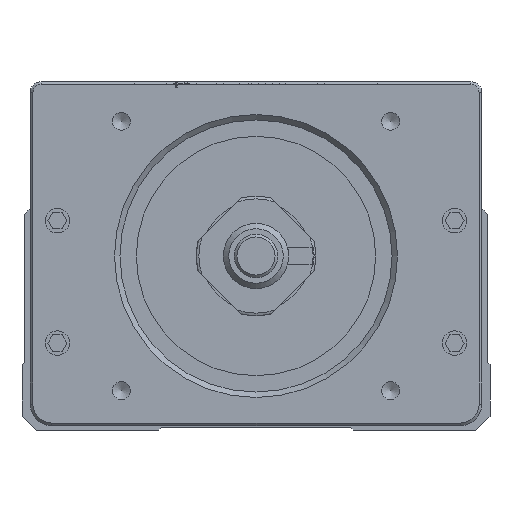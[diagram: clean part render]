
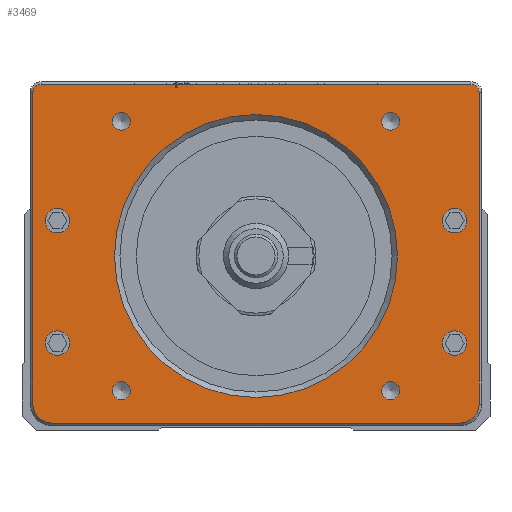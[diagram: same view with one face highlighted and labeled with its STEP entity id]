
A CAD part, front view. The second image highlights one B-rep face of the part: STEP entity #3469.
In plain terms, the highlighted planar face has unit normal (0, -1, 0).
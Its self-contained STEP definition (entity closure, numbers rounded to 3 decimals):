
#1337=FACE_BOUND('',#7264,.T.);
#1338=FACE_BOUND('',#7265,.T.);
#1339=FACE_BOUND('',#7266,.T.);
#1340=FACE_BOUND('',#7267,.T.);
#1341=FACE_BOUND('',#7268,.T.);
#1342=FACE_BOUND('',#7269,.T.);
#1343=FACE_BOUND('',#7270,.T.);
#1344=FACE_BOUND('',#7271,.T.);
#1345=FACE_BOUND('',#7272,.T.);
#1346=FACE_BOUND('',#7273,.T.);
#2305=CIRCLE('',#27934,26.);
#2306=CIRCLE('',#27935,1.65);
#2307=CIRCLE('',#27936,1.65);
#2308=CIRCLE('',#27937,1.65);
#2309=CIRCLE('',#27938,1.65);
#2310=CIRCLE('',#27939,1.5);
#2311=CIRCLE('',#27940,1.5);
#2312=CIRCLE('',#27941,3.5);
#2313=CIRCLE('',#27942,3.5);
#2314=CIRCLE('',#27943,2.25);
#2315=CIRCLE('',#27944,2.25);
#2316=CIRCLE('',#27945,2.25);
#2317=CIRCLE('',#27946,2.25);
#3469=ADVANCED_FACE('',(#1337,#1338,#1339,#1340,#1341,#1342,#1343,#1344,
#1345,#1346),#4669,.F.);
#4669=PLANE('',#27947);
#7264=EDGE_LOOP('',(#12778));
#7265=EDGE_LOOP('',(#12779));
#7266=EDGE_LOOP('',(#12780));
#7267=EDGE_LOOP('',(#12781));
#7268=EDGE_LOOP('',(#12782));
#7269=EDGE_LOOP('',(#12783,#12784,#12785,#12786,#12787,#12788,#12789,#12790));
#7270=EDGE_LOOP('',(#12791));
#7271=EDGE_LOOP('',(#12792));
#7272=EDGE_LOOP('',(#12793));
#7273=EDGE_LOOP('',(#12794));
#12778=ORIENTED_EDGE('',*,*,#20352,.T.);
#12779=ORIENTED_EDGE('',*,*,#20353,.T.);
#12780=ORIENTED_EDGE('',*,*,#20354,.T.);
#12781=ORIENTED_EDGE('',*,*,#20355,.T.);
#12782=ORIENTED_EDGE('',*,*,#20356,.T.);
#12783=ORIENTED_EDGE('',*,*,#20357,.T.);
#12784=ORIENTED_EDGE('',*,*,#20358,.T.);
#12785=ORIENTED_EDGE('',*,*,#20359,.T.);
#12786=ORIENTED_EDGE('',*,*,#20360,.T.);
#12787=ORIENTED_EDGE('',*,*,#20361,.T.);
#12788=ORIENTED_EDGE('',*,*,#20362,.T.);
#12789=ORIENTED_EDGE('',*,*,#20363,.T.);
#12790=ORIENTED_EDGE('',*,*,#20364,.T.);
#12791=ORIENTED_EDGE('',*,*,#20365,.T.);
#12792=ORIENTED_EDGE('',*,*,#20366,.T.);
#12793=ORIENTED_EDGE('',*,*,#20367,.T.);
#12794=ORIENTED_EDGE('',*,*,#20368,.T.);
#17114=VERTEX_POINT('',#42885);
#17115=VERTEX_POINT('',#42887);
#17116=VERTEX_POINT('',#42889);
#17117=VERTEX_POINT('',#42891);
#17118=VERTEX_POINT('',#42893);
#17119=VERTEX_POINT('',#42895);
#17120=VERTEX_POINT('',#42896);
#17121=VERTEX_POINT('',#42898);
#17122=VERTEX_POINT('',#42900);
#17123=VERTEX_POINT('',#42902);
#17124=VERTEX_POINT('',#42904);
#17125=VERTEX_POINT('',#42906);
#17126=VERTEX_POINT('',#42908);
#17127=VERTEX_POINT('',#42911);
#17128=VERTEX_POINT('',#42913);
#17129=VERTEX_POINT('',#42915);
#17130=VERTEX_POINT('',#42917);
#20352=EDGE_CURVE('',#17114,#17114,#2305,.T.);
#20353=EDGE_CURVE('',#17115,#17115,#2306,.T.);
#20354=EDGE_CURVE('',#17116,#17116,#2307,.T.);
#20355=EDGE_CURVE('',#17117,#17117,#2308,.T.);
#20356=EDGE_CURVE('',#17118,#17118,#2309,.T.);
#20357=EDGE_CURVE('',#17119,#17120,#23244,.T.);
#20358=EDGE_CURVE('',#17120,#17121,#2310,.T.);
#20359=EDGE_CURVE('',#17121,#17122,#23245,.T.);
#20360=EDGE_CURVE('',#17122,#17123,#2311,.T.);
#20361=EDGE_CURVE('',#17123,#17124,#23246,.T.);
#20362=EDGE_CURVE('',#17124,#17125,#2312,.T.);
#20363=EDGE_CURVE('',#17125,#17126,#23247,.T.);
#20364=EDGE_CURVE('',#17126,#17119,#2313,.T.);
#20365=EDGE_CURVE('',#17127,#17127,#2314,.T.);
#20366=EDGE_CURVE('',#17128,#17128,#2315,.T.);
#20367=EDGE_CURVE('',#17129,#17129,#2316,.T.);
#20368=EDGE_CURVE('',#17130,#17130,#2317,.T.);
#23244=LINE('',#42894,#25775);
#23245=LINE('',#42899,#25776);
#23246=LINE('',#42903,#25777);
#23247=LINE('',#42907,#25778);
#25775=VECTOR('',#33446,1.);
#25776=VECTOR('',#33449,1.);
#25777=VECTOR('',#33452,1.);
#25778=VECTOR('',#33455,1.);
#27934=AXIS2_PLACEMENT_3D('',#42884,#33436,#33437);
#27935=AXIS2_PLACEMENT_3D('',#42886,#33438,#33439);
#27936=AXIS2_PLACEMENT_3D('',#42888,#33440,#33441);
#27937=AXIS2_PLACEMENT_3D('',#42890,#33442,#33443);
#27938=AXIS2_PLACEMENT_3D('',#42892,#33444,#33445);
#27939=AXIS2_PLACEMENT_3D('',#42897,#33447,#33448);
#27940=AXIS2_PLACEMENT_3D('',#42901,#33450,#33451);
#27941=AXIS2_PLACEMENT_3D('',#42905,#33453,#33454);
#27942=AXIS2_PLACEMENT_3D('',#42909,#33456,#33457);
#27943=AXIS2_PLACEMENT_3D('',#42910,#33458,#33459);
#27944=AXIS2_PLACEMENT_3D('',#42912,#33460,#33461);
#27945=AXIS2_PLACEMENT_3D('',#42914,#33462,#33463);
#27946=AXIS2_PLACEMENT_3D('',#42916,#33464,#33465);
#27947=AXIS2_PLACEMENT_3D('',#42918,#33466,#33467);
#33436=DIRECTION('',(0.,1.,0.));
#33437=DIRECTION('',(0.,0.,1.));
#33438=DIRECTION('',(0.,1.,0.));
#33439=DIRECTION('',(0.,0.,1.));
#33440=DIRECTION('',(0.,1.,0.));
#33441=DIRECTION('',(0.,0.,1.));
#33442=DIRECTION('',(0.,1.,0.));
#33443=DIRECTION('',(0.,0.,1.));
#33444=DIRECTION('',(0.,1.,0.));
#33445=DIRECTION('',(0.,0.,1.));
#33446=DIRECTION('',(0.,0.,1.));
#33447=DIRECTION('',(0.,-1.,0.));
#33448=DIRECTION('',(0.,0.,1.));
#33449=DIRECTION('',(-1.,0.,0.));
#33450=DIRECTION('',(0.,-1.,0.));
#33451=DIRECTION('',(0.,0.,1.));
#33452=DIRECTION('',(0.,0.,-1.));
#33453=DIRECTION('',(0.,-1.,0.));
#33454=DIRECTION('',(0.,0.,1.));
#33455=DIRECTION('',(1.,0.,0.));
#33456=DIRECTION('',(0.,-1.,0.));
#33457=DIRECTION('',(0.,0.,1.));
#33458=DIRECTION('',(0.,1.,0.));
#33459=DIRECTION('',(0.,0.,1.));
#33460=DIRECTION('',(0.,1.,0.));
#33461=DIRECTION('',(0.,0.,1.));
#33462=DIRECTION('',(0.,1.,0.));
#33463=DIRECTION('',(0.,0.,1.));
#33464=DIRECTION('',(0.,1.,0.));
#33465=DIRECTION('',(0.,0.,1.));
#33466=DIRECTION('',(0.,1.,0.));
#33467=DIRECTION('',(0.,0.,-1.));
#42884=CARTESIAN_POINT('',(0.,-236.633,32.));
#42885=CARTESIAN_POINT('',(0.,-236.633,58.));
#42886=CARTESIAN_POINT('',(-24.749,-236.633,56.749));
#42887=CARTESIAN_POINT('',(-24.749,-236.633,58.399));
#42888=CARTESIAN_POINT('',(-24.749,-236.633,7.251));
#42889=CARTESIAN_POINT('',(-24.749,-236.633,8.901));
#42890=CARTESIAN_POINT('',(24.749,-236.633,7.251));
#42891=CARTESIAN_POINT('',(24.749,-236.633,8.901));
#42892=CARTESIAN_POINT('',(24.749,-236.633,56.749));
#42893=CARTESIAN_POINT('',(24.749,-236.633,58.399));
#42894=CARTESIAN_POINT('',(41.,-236.633,60.));
#42895=CARTESIAN_POINT('',(41.,-236.633,4.8));
#42896=CARTESIAN_POINT('',(41.,-236.633,62.));
#42897=CARTESIAN_POINT('',(39.5,-236.633,62.));
#42898=CARTESIAN_POINT('',(39.5,-236.633,63.5));
#42899=CARTESIAN_POINT('',(39.,-236.633,63.5));
#42900=CARTESIAN_POINT('',(-39.5,-236.633,63.5));
#42901=CARTESIAN_POINT('',(-39.5,-236.633,62.));
#42902=CARTESIAN_POINT('',(-41.,-236.633,62.));
#42903=CARTESIAN_POINT('',(-41.,-236.633,60.));
#42904=CARTESIAN_POINT('',(-41.,-236.633,4.8));
#42905=CARTESIAN_POINT('',(-37.5,-236.633,4.8));
#42906=CARTESIAN_POINT('',(-37.5,-236.633,1.3));
#42907=CARTESIAN_POINT('',(39.,-236.633,1.3));
#42908=CARTESIAN_POINT('',(37.5,-236.633,1.3));
#42909=CARTESIAN_POINT('',(37.5,-236.633,4.8));
#42910=CARTESIAN_POINT('',(-36.5,-236.633,38.5));
#42911=CARTESIAN_POINT('',(-36.5,-236.633,40.75));
#42912=CARTESIAN_POINT('',(-36.5,-236.633,16.));
#42913=CARTESIAN_POINT('',(-36.5,-236.633,18.25));
#42914=CARTESIAN_POINT('',(36.5,-236.633,38.5));
#42915=CARTESIAN_POINT('',(36.5,-236.633,40.75));
#42916=CARTESIAN_POINT('',(36.5,-236.633,16.));
#42917=CARTESIAN_POINT('',(36.5,-236.633,18.25));
#42918=CARTESIAN_POINT('',(39.,-236.633,60.));
